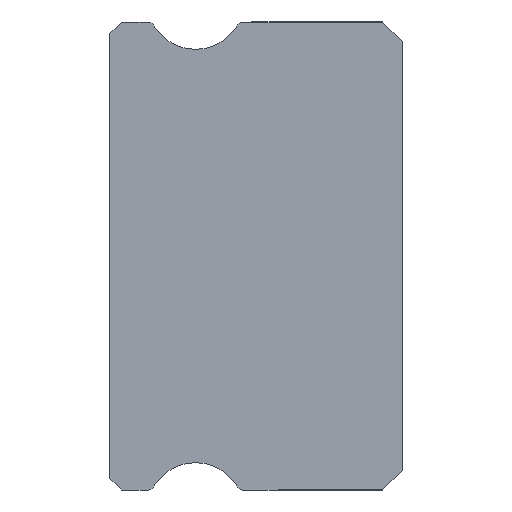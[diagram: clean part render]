
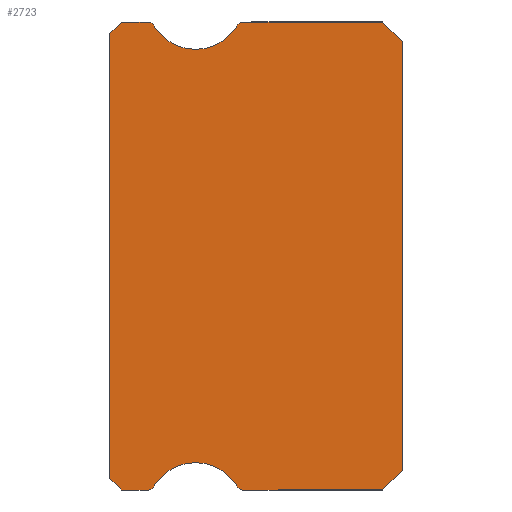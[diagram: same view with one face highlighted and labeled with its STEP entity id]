
A CAD part, left-side view. The second image highlights one B-rep face of the part: STEP entity #2723.
In plain terms, the highlighted planar face has unit normal (-1, 0, 0).
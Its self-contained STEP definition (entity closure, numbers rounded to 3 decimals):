
#29 = VERTEX_POINT ( 'NONE', #1608 ) ;
#59 = CARTESIAN_POINT ( 'NONE',  ( -7.5, 4.088, -6. ) ) ;
#67 = CARTESIAN_POINT ( 'NONE',  ( -7.5, 6.512, 6. ) ) ;
#73 = CARTESIAN_POINT ( 'NONE',  ( -7.5, 4.088, -5.85 ) ) ;
#101 = EDGE_CURVE ( 'NONE', #3669, #3457, #1189, .T. ) ;
#149 = DIRECTION ( 'NONE',  ( 0., 0., -1. ) ) ;
#223 = DIRECTION ( 'NONE',  ( 1., 0., 0. ) ) ;
#232 = VECTOR ( 'NONE', #838, 1000. ) ;
#280 = CARTESIAN_POINT ( 'NONE',  ( -7.5, 0.5, 6. ) ) ;
#328 = EDGE_CURVE ( 'NONE', #794, #3307, #3025, .T. ) ;
#341 = CARTESIAN_POINT ( 'NONE',  ( -7.5, 6.512, 6. ) ) ;
#371 = DIRECTION ( 'NONE',  ( 0., 0.707, -0.707 ) ) ;
#377 = CARTESIAN_POINT ( 'NONE',  ( -7.5, 7.2, -6. ) ) ;
#388 = ORIENTED_EDGE ( 'NONE', *, *, #3617, .F. ) ;
#443 = CARTESIAN_POINT ( 'NONE',  ( -7.5, 7.5, 5.85 ) ) ;
#477 = ORIENTED_EDGE ( 'NONE', *, *, #3261, .T. ) ;
#527 = AXIS2_PLACEMENT_3D ( 'NONE', #2422, #1545, #2733 ) ;
#631 = DIRECTION ( 'NONE',  ( 0., 0., -1. ) ) ;
#649 = LINE ( 'NONE', #1253, #1119 ) ;
#670 = DIRECTION ( 'NONE',  ( 1., 0., 0. ) ) ;
#698 = CARTESIAN_POINT ( 'NONE',  ( -7.5, 0.5, 6. ) ) ;
#711 = AXIS2_PLACEMENT_3D ( 'NONE', #1906, #2521, #3062 ) ;
#757 = EDGE_CURVE ( 'NONE', #1338, #2852, #946, .T. ) ;
#767 = CIRCLE ( 'NONE', #1133, 1.25 ) ;
#794 = VERTEX_POINT ( 'NONE', #1541 ) ;
#798 = CARTESIAN_POINT ( 'NONE',  ( -7.5, 0.5, -6. ) ) ;
#837 = VERTEX_POINT ( 'NONE', #67 ) ;
#838 = DIRECTION ( 'NONE',  ( 0., 0., 1. ) ) ;
#875 = CARTESIAN_POINT ( 'NONE',  ( -7.5, 7.2, 6. ) ) ;
#906 = DIRECTION ( 'NONE',  ( -1., 0., 0. ) ) ;
#933 = CARTESIAN_POINT ( 'NONE',  ( -7.5, 0., -5.5 ) ) ;
#935 = DIRECTION ( 'NONE',  ( 0., 0., -1. ) ) ;
#946 = LINE ( 'NONE', #2342, #1499 ) ;
#986 = DIRECTION ( 'NONE',  ( 0., 0.707, -0.707 ) ) ;
#1010 = LINE ( 'NONE', #443, #232 ) ;
#1014 = DIRECTION ( 'NONE',  ( 0., 0., 1. ) ) ;
#1054 = VERTEX_POINT ( 'NONE', #280 ) ;
#1107 = EDGE_CURVE ( 'NONE', #1327, #3263, #767, .T. ) ;
#1108 = CARTESIAN_POINT ( 'NONE',  ( -7.5, 6.512, 5.85 ) ) ;
#1119 = VECTOR ( 'NONE', #986, 1000. ) ;
#1133 = AXIS2_PLACEMENT_3D ( 'NONE', #2153, #906, #3022 ) ;
#1160 = EDGE_CURVE ( 'NONE', #1266, #2819, #2935, .T. ) ;
#1184 = ORIENTED_EDGE ( 'NONE', *, *, #3281, .F. ) ;
#1189 = CIRCLE ( 'NONE', #1430, 0.15 ) ;
#1208 = EDGE_CURVE ( 'NONE', #3263, #3669, #1258, .T. ) ;
#1216 = CARTESIAN_POINT ( 'NONE',  ( -7.5, 7.2, 6. ) ) ;
#1235 = CARTESIAN_POINT ( 'NONE',  ( -7.5, 5.3, 5.3 ) ) ;
#1253 = CARTESIAN_POINT ( 'NONE',  ( -7.5, 7.5, 5.7 ) ) ;
#1258 = CIRCLE ( 'NONE', #3695, 1.25 ) ;
#1266 = VERTEX_POINT ( 'NONE', #798 ) ;
#1327 = VERTEX_POINT ( 'NONE', #2484 ) ;
#1338 = VERTEX_POINT ( 'NONE', #1602 ) ;
#1345 = EDGE_CURVE ( 'NONE', #1949, #1987, #2172, .T. ) ;
#1360 = DIRECTION ( 'NONE',  ( 1., 0., 0. ) ) ;
#1369 = EDGE_CURVE ( 'NONE', #1338, #29, #1010, .T. ) ;
#1379 = FACE_OUTER_BOUND ( 'NONE', #2266, .T. ) ;
#1411 = EDGE_CURVE ( 'NONE', #837, #2022, #2907, .T. ) ;
#1430 = AXIS2_PLACEMENT_3D ( 'NONE', #3443, #223, #2608 ) ;
#1442 = VECTOR ( 'NONE', #2661, 1000. ) ;
#1499 = VECTOR ( 'NONE', #2111, 1000. ) ;
#1540 = EDGE_CURVE ( 'NONE', #2852, #1987, #1810, .T. ) ;
#1541 = CARTESIAN_POINT ( 'NONE',  ( -7.5, 0., -5.5 ) ) ;
#1545 = DIRECTION ( 'NONE',  ( 1., 0., 0. ) ) ;
#1580 = EDGE_CURVE ( 'NONE', #837, #1327, #2609, .T. ) ;
#1601 = EDGE_CURVE ( 'NONE', #2819, #3174, #3094, .T. ) ;
#1602 = CARTESIAN_POINT ( 'NONE',  ( -7.5, 7.5, -5.7 ) ) ;
#1608 = CARTESIAN_POINT ( 'NONE',  ( -7.5, 7.5, 5.7 ) ) ;
#1772 = CARTESIAN_POINT ( 'NONE',  ( -7.5, 4.217, -5.925 ) ) ;
#1776 = ORIENTED_EDGE ( 'NONE', *, *, #3258, .F. ) ;
#1780 = CARTESIAN_POINT ( 'NONE',  ( -7.5, 6.512, -6. ) ) ;
#1810 = LINE ( 'NONE', #3314, #1442 ) ;
#1826 = DIRECTION ( 'NONE',  ( 0., -0.707, -0.707 ) ) ;
#1906 = CARTESIAN_POINT ( 'NONE',  ( -7.5, 6.512, -5.85 ) ) ;
#1949 = VERTEX_POINT ( 'NONE', #2023 ) ;
#1985 = ORIENTED_EDGE ( 'NONE', *, *, #1345, .F. ) ;
#1987 = VERTEX_POINT ( 'NONE', #3603 ) ;
#2022 = VERTEX_POINT ( 'NONE', #1216 ) ;
#2023 = CARTESIAN_POINT ( 'NONE',  ( -7.5, 6.383, -5.925 ) ) ;
#2076 = LINE ( 'NONE', #341, #2449 ) ;
#2080 = CARTESIAN_POINT ( 'NONE',  ( -7.5, 5.3, -6.55 ) ) ;
#2111 = DIRECTION ( 'NONE',  ( 0., -0.707, -0.707 ) ) ;
#2142 = ORIENTED_EDGE ( 'NONE', *, *, #1107, .F. ) ;
#2149 = LINE ( 'NONE', #933, #3567 ) ;
#2153 = CARTESIAN_POINT ( 'NONE',  ( -7.5, 5.3, 6.55 ) ) ;
#2172 = CIRCLE ( 'NONE', #711, 0.15 ) ;
#2266 = EDGE_LOOP ( 'NONE', ( #477, #3225, #2286, #2745, #1985, #2720, #3132, #3148, #1184, #2344, #1776, #388, #3433, #3182, #2142, #2912, #2699 ) ) ;
#2282 = AXIS2_PLACEMENT_3D ( 'NONE', #2080, #3566, #631 ) ;
#2286 = ORIENTED_EDGE ( 'NONE', *, *, #757, .T. ) ;
#2338 = DIRECTION ( 'NONE',  ( 0., 1., 0. ) ) ;
#2342 = CARTESIAN_POINT ( 'NONE',  ( -7.5, 7.2, -6. ) ) ;
#2344 = ORIENTED_EDGE ( 'NONE', *, *, #328, .T. ) ;
#2359 = DIRECTION ( 'NONE',  ( -1., 0., 0. ) ) ;
#2422 = CARTESIAN_POINT ( 'NONE',  ( -7.5, 6.512, 5.85 ) ) ;
#2449 = VECTOR ( 'NONE', #2996, 1000. ) ;
#2484 = CARTESIAN_POINT ( 'NONE',  ( -7.5, 6.383, 5.925 ) ) ;
#2521 = DIRECTION ( 'NONE',  ( 1., 0., 0. ) ) ;
#2526 = DIRECTION ( 'NONE',  ( 0., 0., -1. ) ) ;
#2593 = CARTESIAN_POINT ( 'NONE',  ( -7.5, 4.088, 6. ) ) ;
#2604 = VECTOR ( 'NONE', #2338, 1000. ) ;
#2608 = DIRECTION ( 'NONE',  ( 0., 0., -1. ) ) ;
#2609 = CIRCLE ( 'NONE', #527, 0.15 ) ;
#2661 = DIRECTION ( 'NONE',  ( 0., -1., 0. ) ) ;
#2699 = ORIENTED_EDGE ( 'NONE', *, *, #1411, .T. ) ;
#2720 = ORIENTED_EDGE ( 'NONE', *, *, #3238, .F. ) ;
#2723 = ADVANCED_FACE ( 'NONE', ( #1379 ), #2818, .F. ) ;
#2733 = DIRECTION ( 'NONE',  ( 0., 0., -1. ) ) ;
#2745 = ORIENTED_EDGE ( 'NONE', *, *, #1540, .T. ) ;
#2750 = CARTESIAN_POINT ( 'NONE',  ( -7.5, 0., 5.5 ) ) ;
#2806 = AXIS2_PLACEMENT_3D ( 'NONE', #1108, #1360, #2526 ) ;
#2818 = PLANE ( 'NONE',  #2806 ) ;
#2819 = VERTEX_POINT ( 'NONE', #59 ) ;
#2852 = VERTEX_POINT ( 'NONE', #377 ) ;
#2888 = DIRECTION ( 'NONE',  ( 0., 1., 0. ) ) ;
#2907 = LINE ( 'NONE', #875, #3331 ) ;
#2912 = ORIENTED_EDGE ( 'NONE', *, *, #1580, .F. ) ;
#2935 = LINE ( 'NONE', #1780, #2604 ) ;
#2956 = CARTESIAN_POINT ( 'NONE',  ( -7.5, 4.217, 5.925 ) ) ;
#2961 = LINE ( 'NONE', #698, #3442 ) ;
#2996 = DIRECTION ( 'NONE',  ( 0., -1., 0. ) ) ;
#3022 = DIRECTION ( 'NONE',  ( 0., 0., -1. ) ) ;
#3025 = LINE ( 'NONE', #3321, #3075 ) ;
#3041 = CARTESIAN_POINT ( 'NONE',  ( -7.5, 5.3, 6.55 ) ) ;
#3062 = DIRECTION ( 'NONE',  ( 0., 0., -1. ) ) ;
#3075 = VECTOR ( 'NONE', #1014, 1000. ) ;
#3094 = CIRCLE ( 'NONE', #3699, 0.15 ) ;
#3132 = ORIENTED_EDGE ( 'NONE', *, *, #1601, .F. ) ;
#3141 = CIRCLE ( 'NONE', #2282, 1.25 ) ;
#3148 = ORIENTED_EDGE ( 'NONE', *, *, #1160, .F. ) ;
#3174 = VERTEX_POINT ( 'NONE', #1772 ) ;
#3182 = ORIENTED_EDGE ( 'NONE', *, *, #1208, .F. ) ;
#3225 = ORIENTED_EDGE ( 'NONE', *, *, #1369, .F. ) ;
#3238 = EDGE_CURVE ( 'NONE', #3174, #1949, #3141, .T. ) ;
#3258 = EDGE_CURVE ( 'NONE', #1054, #3307, #2961, .T. ) ;
#3261 = EDGE_CURVE ( 'NONE', #2022, #29, #649, .T. ) ;
#3263 = VERTEX_POINT ( 'NONE', #1235 ) ;
#3281 = EDGE_CURVE ( 'NONE', #794, #1266, #2149, .T. ) ;
#3307 = VERTEX_POINT ( 'NONE', #2750 ) ;
#3314 = CARTESIAN_POINT ( 'NONE',  ( -7.5, 6.512, -6. ) ) ;
#3321 = CARTESIAN_POINT ( 'NONE',  ( -7.5, 0., 5.5 ) ) ;
#3331 = VECTOR ( 'NONE', #2888, 1000. ) ;
#3433 = ORIENTED_EDGE ( 'NONE', *, *, #101, .F. ) ;
#3442 = VECTOR ( 'NONE', #1826, 1000. ) ;
#3443 = CARTESIAN_POINT ( 'NONE',  ( -7.5, 4.088, 5.85 ) ) ;
#3457 = VERTEX_POINT ( 'NONE', #2593 ) ;
#3566 = DIRECTION ( 'NONE',  ( -1., 0., 0. ) ) ;
#3567 = VECTOR ( 'NONE', #371, 1000. ) ;
#3603 = CARTESIAN_POINT ( 'NONE',  ( -7.5, 6.512, -6. ) ) ;
#3617 = EDGE_CURVE ( 'NONE', #3457, #1054, #2076, .T. ) ;
#3669 = VERTEX_POINT ( 'NONE', #2956 ) ;
#3695 = AXIS2_PLACEMENT_3D ( 'NONE', #3041, #2359, #149 ) ;
#3699 = AXIS2_PLACEMENT_3D ( 'NONE', #73, #670, #935 ) ;
